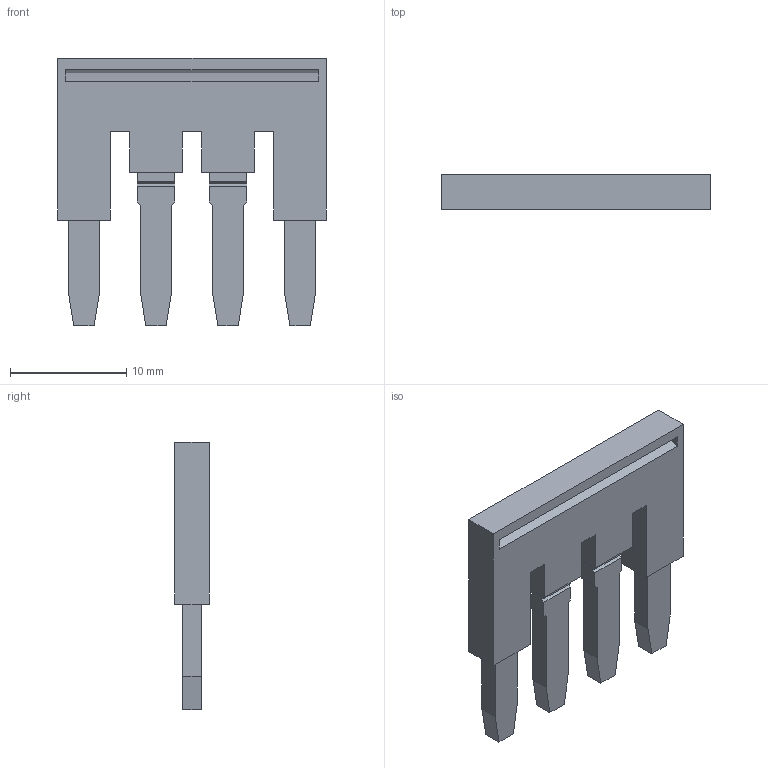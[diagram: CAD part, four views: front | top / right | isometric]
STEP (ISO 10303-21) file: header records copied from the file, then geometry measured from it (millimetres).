
FILE_DESCRIPTION(('HOOPS Exchange Step'),'2;1');
FILE_NAME('export-77C2450B-7671-4749-8001-85901BAB3CC4.stp','2024-12-27T17:13:57+01:00',('Engineering'),('Alibre'),'HOOPS Exchange 2024.3','Alibre','Unknown authorisation');
FILE_SCHEMA( ('AP242_MANAGED_MODEL_BASED_3D_ENGINEERING_MIM_LF {1 0 10303 442 1 1 4 }') );
Length unit declared in the file: millimetre
Products named in the file (2): 1095-1 Plug-in bridge - FBS 4-6 BU - 3036958 (4-poles BLUE); 1095 Plug-in bridge - FBS 4-6 BU - 3036958 (4-poles BLUE)
Assembly tree (1 placements, depth 2):
  1095 Plug-in bridge - FBS 4-6 BU - 3036958 (4-poles BLUE)
    1095-1 Plug-in bridge - FBS 4-6 BU - 3036958 (4-poles BLUE)
Bounding box: 23.1 x 3 x 22.98 mm (x, y, z)
Volume: 892.9 mm3; surface area: 1239.3 mm2
Topology: 1 solids, 1 shells, 76 faces, 204 edges, 136 vertices
Faces by surface type: plane 76
Entity records: 2497 total; most frequent: CARTESIAN_POINT 420, ORIENTED_EDGE 408, DIRECTION 364, VECTOR 204, LINE 204, EDGE_CURVE 204, VERTEX_POINT 136, EDGE_LOOP 82
